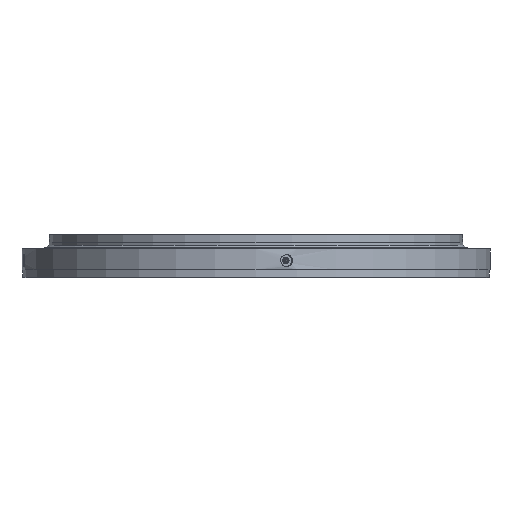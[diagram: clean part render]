
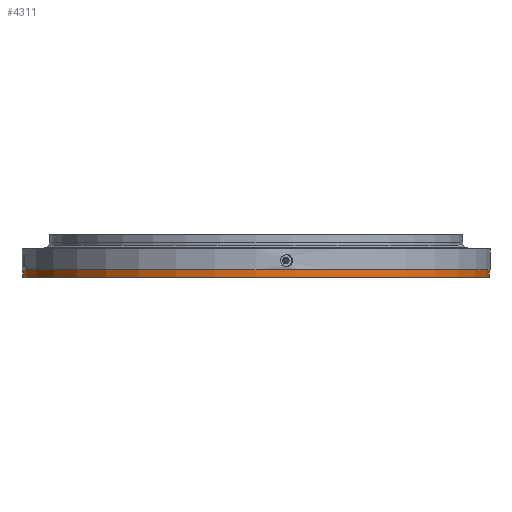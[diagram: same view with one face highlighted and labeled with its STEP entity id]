
A CAD part, front view. The second image highlights one B-rep face of the part: STEP entity #4311.
In plain terms, the highlighted cylindrical face has radius 426.5 mm (diameter 853 mm), a partial arc.
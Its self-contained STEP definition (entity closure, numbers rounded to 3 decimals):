
#4311 = ADVANCED_FACE ( 'NONE', ( #8433 ), #30814, .T. ) ;
#6593 = CARTESIAN_POINT ( 'NONE',  ( 0., 0., 30.5 ) ) ;
#7924 = EDGE_CURVE ( 'NONE', #19859, #9936, #31627, .T. ) ;
#8433 = FACE_OUTER_BOUND ( 'NONE', #23536, .T. ) ;
#9042 = VERTEX_POINT ( 'NONE', #28776 ) ;
#9650 = DIRECTION ( 'NONE',  ( -1., 0., 0. ) ) ;
#9936 = VERTEX_POINT ( 'NONE', #27517 ) ;
#11399 = DIRECTION ( 'NONE',  ( 1., 0., 0. ) ) ;
#11863 = ORIENTED_EDGE ( 'NONE', *, *, #39391, .F. ) ;
#11940 = CARTESIAN_POINT ( 'NONE',  ( 426.5, 0., 16.5 ) ) ;
#13688 = CIRCLE ( 'NONE', #26154, 426.5 ) ;
#13711 = DIRECTION ( 'NONE',  ( 0., 0., 1. ) ) ;
#15172 = CARTESIAN_POINT ( 'NONE',  ( 426.5, 0., 0. ) ) ;
#15743 = ORIENTED_EDGE ( 'NONE', *, *, #7924, .T. ) ;
#17250 = AXIS2_PLACEMENT_3D ( 'NONE', #6593, #27901, #9650 ) ;
#18240 = DIRECTION ( 'NONE',  ( 0., 0., 1. ) ) ;
#19859 = VERTEX_POINT ( 'NONE', #11940 ) ;
#21455 = LINE ( 'NONE', #27320, #36723 ) ;
#21827 = EDGE_CURVE ( 'NONE', #9936, #9042, #37928, .T. ) ;
#23536 = EDGE_LOOP ( 'NONE', ( #11863, #30805, #15743, #30238 ) ) ;
#23631 = DIRECTION ( 'NONE',  ( 0., 0., 1. ) ) ;
#25284 = CARTESIAN_POINT ( 'NONE',  ( -426.5, 0., 16.5 ) ) ;
#26154 = AXIS2_PLACEMENT_3D ( 'NONE', #31920, #13711, #34995 ) ;
#26574 = CARTESIAN_POINT ( 'NONE',  ( 0., 0., 0. ) ) ;
#27320 = CARTESIAN_POINT ( 'NONE',  ( -426.5, 0., 0. ) ) ;
#27517 = CARTESIAN_POINT ( 'NONE',  ( 426.5, 0., 30.5 ) ) ;
#27901 = DIRECTION ( 'NONE',  ( 0., 0., -1. ) ) ;
#28776 = CARTESIAN_POINT ( 'NONE',  ( -426.5, 0., 30.5 ) ) ;
#29231 = VERTEX_POINT ( 'NONE', #25284 ) ;
#30238 = ORIENTED_EDGE ( 'NONE', *, *, #21827, .T. ) ;
#30805 = ORIENTED_EDGE ( 'NONE', *, *, #31987, .T. ) ;
#30814 = CYLINDRICAL_SURFACE ( 'NONE', #35556, 426.5 ) ;
#31627 = LINE ( 'NONE', #15172, #32602 ) ;
#31920 = CARTESIAN_POINT ( 'NONE',  ( 0., 0., 16.5 ) ) ;
#31987 = EDGE_CURVE ( 'NONE', #29231, #19859, #13688, .T. ) ;
#32602 = VECTOR ( 'NONE', #36460, 1000. ) ;
#34995 = DIRECTION ( 'NONE',  ( 1., 0., 0. ) ) ;
#35556 = AXIS2_PLACEMENT_3D ( 'NONE', #26574, #23631, #11399 ) ;
#36460 = DIRECTION ( 'NONE',  ( 0., 0., 1. ) ) ;
#36723 = VECTOR ( 'NONE', #18240, 1000. ) ;
#37928 = CIRCLE ( 'NONE', #17250, 426.5 ) ;
#39391 = EDGE_CURVE ( 'NONE', #29231, #9042, #21455, .T. ) ;
